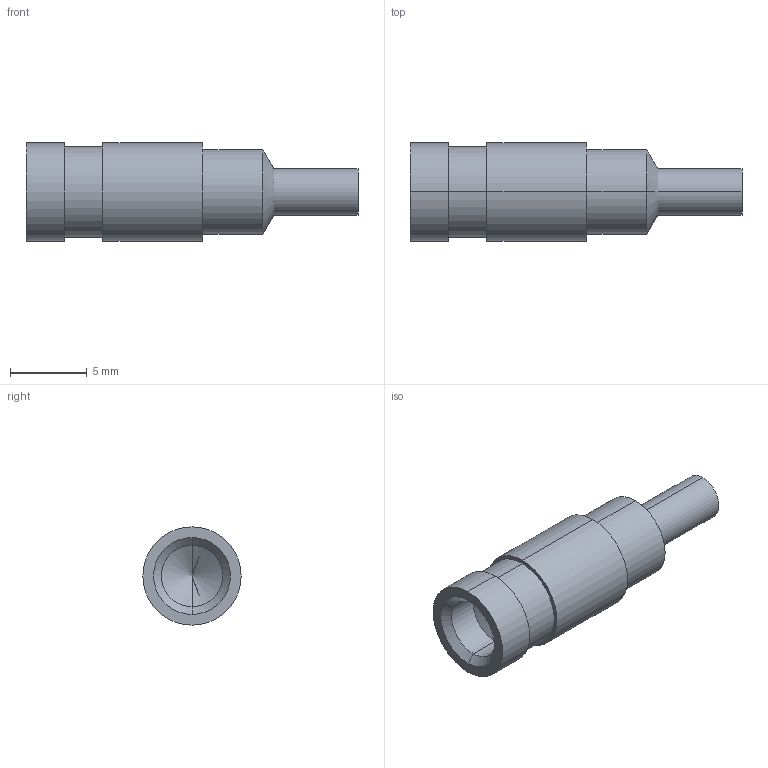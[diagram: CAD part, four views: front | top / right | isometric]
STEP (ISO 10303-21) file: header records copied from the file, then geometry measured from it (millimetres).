
FILE_DESCRIPTION (( 'STEP AP214' ), '1' );
FILE_NAME ('245-CON-SMB-S.STEP', '2016-09-06T08:24:52', ( 'allectra' ), ( 'Microsoft' ), 'SwSTEP 2.0', 'SolidWorks 2014', '' );
FILE_SCHEMA (( 'AUTOMOTIVE_DESIGN' ));
Length unit declared in the file: millimetre
Products named in the file (2): 245-CON-SMB-S
Bounding box: 21.6 x 6.4 x 6.4 mm (x, y, z)
Volume: 442.2 mm3; surface area: 491.3 mm2
Topology: 1 solids, 1 shells, 27 faces, 56 edges, 32 vertices
Faces by surface type: cylinder 14, cone 8, plane 5
Entity records: 741 total; most frequent: DIRECTION 140, CARTESIAN_POINT 113, ORIENTED_EDGE 104, AXIS2_PLACEMENT_3D 59, EDGE_CURVE 52, EDGE_LOOP 32, VERTEX_POINT 32, CIRCLE 30
